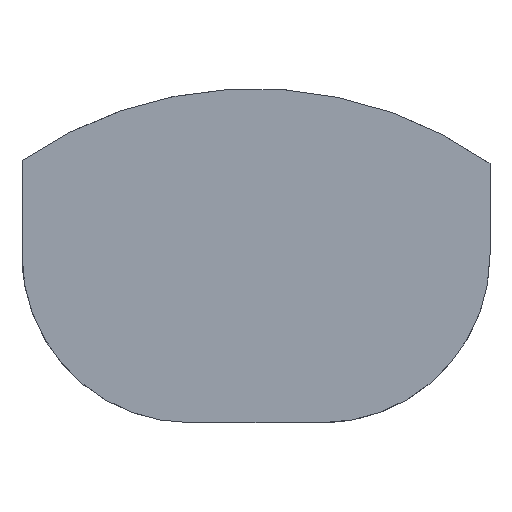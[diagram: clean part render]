
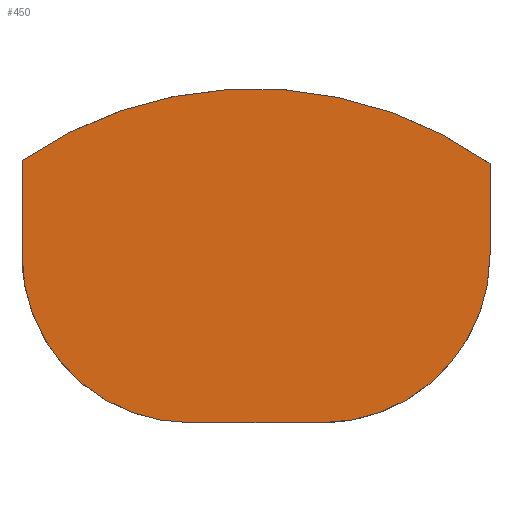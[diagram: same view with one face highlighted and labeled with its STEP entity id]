
A CAD part, front view. The second image highlights one B-rep face of the part: STEP entity #450.
In plain terms, the highlighted planar face has unit normal (0, -1, 0).
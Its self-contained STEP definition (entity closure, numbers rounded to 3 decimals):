
#21 = AXIS2_PLACEMENT_3D ( 'NONE', #219, #388, #449 ) ;
#26 = EDGE_CURVE ( 'NONE', #114, #49, #171, .T. ) ;
#44 = CARTESIAN_POINT ( 'NONE',  ( 13.394, 7.797, 12.48 ) ) ;
#49 = VERTEX_POINT ( 'NONE', #387 ) ;
#63 = DIRECTION ( 'NONE',  ( -1., 0., 0. ) ) ;
#73 = DIRECTION ( 'NONE',  ( -1., 0., 0. ) ) ;
#78 = CARTESIAN_POINT ( 'NONE',  ( 4.394, 7.797, -1.424 ) ) ;
#90 = ORIENTED_EDGE ( 'NONE', *, *, #561, .F. ) ;
#112 = VERTEX_POINT ( 'NONE', #241 ) ;
#114 = VERTEX_POINT ( 'NONE', #460 ) ;
#148 = CARTESIAN_POINT ( 'NONE',  ( -18.712, 7.797, -1.424 ) ) ;
#163 = ORIENTED_EDGE ( 'NONE', *, *, #26, .F. ) ;
#171 = LINE ( 'NONE', #401, #280 ) ;
#178 = PLANE ( 'NONE',  #580 ) ;
#179 = CIRCLE ( 'NONE', #601, 9. ) ;
#183 = CARTESIAN_POINT ( 'NONE',  ( -16.908, 7.797, 14.122 ) ) ;
#219 = CARTESIAN_POINT ( 'NONE',  ( 0.724, 7.797, -5.5 ) ) ;
#229 = DIRECTION ( 'NONE',  ( 0., 0., 1. ) ) ;
#230 = DIRECTION ( 'NONE',  ( 0., -1., 0. ) ) ;
#240 = VERTEX_POINT ( 'NONE', #382 ) ;
#241 = CARTESIAN_POINT ( 'NONE',  ( -2.712, 7.797, -1.424 ) ) ;
#280 = VECTOR ( 'NONE', #229, 1000. ) ;
#285 = DIRECTION ( 'NONE',  ( 0., -1., 0. ) ) ;
#295 = VECTOR ( 'NONE', #707, 1000. ) ;
#373 = LINE ( 'NONE', #148, #434 ) ;
#382 = CARTESIAN_POINT ( 'NONE',  ( 13.394, 7.797, 7.576 ) ) ;
#387 = CARTESIAN_POINT ( 'NONE',  ( -11.712, 7.797, 12.643 ) ) ;
#388 = DIRECTION ( 'NONE',  ( 0., 1., 0. ) ) ;
#401 = CARTESIAN_POINT ( 'NONE',  ( -11.712, 7.797, -6.424 ) ) ;
#420 = EDGE_CURVE ( 'NONE', #452, #240, #179, .T. ) ;
#424 = CIRCLE ( 'NONE', #458, 9. ) ;
#434 = VECTOR ( 'NONE', #478, 1000. ) ;
#449 = DIRECTION ( 'NONE',  ( -1., 0., 0. ) ) ;
#450 = ADVANCED_FACE ( 'NONE', ( #565 ), #178, .F. ) ;
#452 = VERTEX_POINT ( 'NONE', #78 ) ;
#458 = AXIS2_PLACEMENT_3D ( 'NONE', #556, #230, #63 ) ;
#460 = CARTESIAN_POINT ( 'NONE',  ( -11.712, 7.797, 7.576 ) ) ;
#467 = LINE ( 'NONE', #686, #295 ) ;
#478 = DIRECTION ( 'NONE',  ( -1., 0., 0. ) ) ;
#492 = ORIENTED_EDGE ( 'NONE', *, *, #524, .F. ) ;
#506 = DIRECTION ( 'NONE',  ( -1., 0., 0. ) ) ;
#517 = VERTEX_POINT ( 'NONE', #44 ) ;
#524 = EDGE_CURVE ( 'NONE', #517, #240, #467, .T. ) ;
#556 = CARTESIAN_POINT ( 'NONE',  ( -2.712, 7.797, 7.576 ) ) ;
#561 = EDGE_CURVE ( 'NONE', #452, #112, #373, .T. ) ;
#565 = FACE_OUTER_BOUND ( 'NONE', #655, .T. ) ;
#580 = AXIS2_PLACEMENT_3D ( 'NONE', #183, #617, #73 ) ;
#599 = ORIENTED_EDGE ( 'NONE', *, *, #604, .F. ) ;
#601 = AXIS2_PLACEMENT_3D ( 'NONE', #670, #285, #506 ) ;
#604 = EDGE_CURVE ( 'NONE', #49, #517, #647, .T. ) ;
#606 = ORIENTED_EDGE ( 'NONE', *, *, #420, .T. ) ;
#617 = DIRECTION ( 'NONE',  ( 0., 1., 0. ) ) ;
#633 = EDGE_CURVE ( 'NONE', #114, #112, #424, .T. ) ;
#636 = ORIENTED_EDGE ( 'NONE', *, *, #633, .T. ) ;
#647 = CIRCLE ( 'NONE', #21, 21.996 ) ;
#655 = EDGE_LOOP ( 'NONE', ( #163, #636, #90, #606, #492, #599 ) ) ;
#670 = CARTESIAN_POINT ( 'NONE',  ( 4.394, 7.797, 7.576 ) ) ;
#686 = CARTESIAN_POINT ( 'NONE',  ( 13.394, 7.797, -6.424 ) ) ;
#707 = DIRECTION ( 'NONE',  ( 0., 0., -1. ) ) ;
